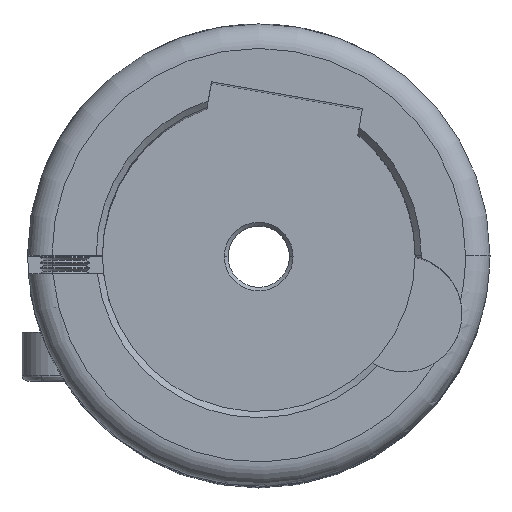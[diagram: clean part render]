
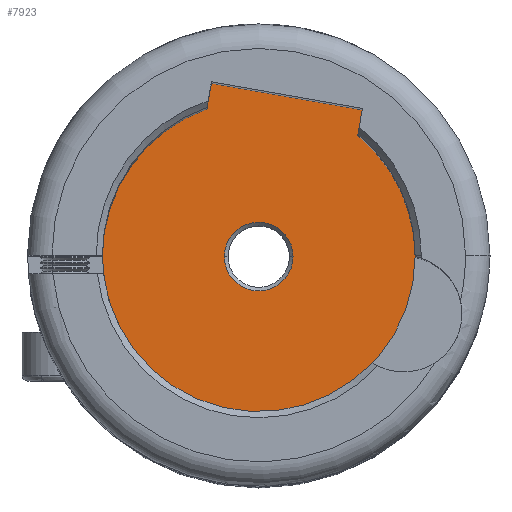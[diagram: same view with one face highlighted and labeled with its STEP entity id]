
A CAD part, top view. The second image highlights one B-rep face of the part: STEP entity #7923.
In plain terms, the highlighted planar face has unit normal (0, 0, 1).
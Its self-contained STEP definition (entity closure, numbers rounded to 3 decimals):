
#116 = AXIS2_PLACEMENT_3D ( 'NONE', #179, #8293, #4521 ) ;
#179 = CARTESIAN_POINT ( 'NONE',  ( 0.019, 24.98, -48.156 ) ) ;
#906 = CARTESIAN_POINT ( 'NONE',  ( 8.106, 34.838, -48.156 ) ) ;
#921 = DIRECTION ( 'NONE',  ( -0.174, -0.985, 0. ) ) ;
#924 = EDGE_CURVE ( 'NONE', #2949, #12066, #20260, .T. ) ;
#1051 = CIRCLE ( 'NONE', #26038, 12.75 ) ;
#1300 = FACE_BOUND ( 'NONE', #11281, .T. ) ;
#1303 = DIRECTION ( 'NONE',  ( 1., 0., 0. ) ) ;
#1607 = CARTESIAN_POINT ( 'NONE',  ( 0.019, 24.98, -48.156 ) ) ;
#2092 = CARTESIAN_POINT ( 'NONE',  ( -12.731, 24.98, -48.156 ) ) ;
#2316 = ORIENTED_EDGE ( 'NONE', *, *, #924, .T. ) ;
#2610 = LINE ( 'NONE', #20120, #13440 ) ;
#2625 = CARTESIAN_POINT ( 'NONE',  ( 12.769, 24.98, -48.156 ) ) ;
#2947 = DIRECTION ( 'NONE',  ( 0., 0., 1. ) ) ;
#2949 = VERTEX_POINT ( 'NONE', #2625 ) ;
#4521 = DIRECTION ( 'NONE',  ( 1., 0., 0. ) ) ;
#4624 = CIRCLE ( 'NONE', #26444, 2.8 ) ;
#5075 = VECTOR ( 'NONE', #921, 1000. ) ;
#5676 = DIRECTION ( 'NONE',  ( 1., 0., 0. ) ) ;
#6793 = ORIENTED_EDGE ( 'NONE', *, *, #26390, .T. ) ;
#7923 = ADVANCED_FACE ( 'NONE', ( #1300, #22924 ), #26845, .T. ) ;
#7994 = DIRECTION ( 'NONE',  ( 0., 0., 1. ) ) ;
#8235 = AXIS2_PLACEMENT_3D ( 'NONE', #1607, #24778, #5676 ) ;
#8293 = DIRECTION ( 'NONE',  ( 0., 0., 1. ) ) ;
#8612 = AXIS2_PLACEMENT_3D ( 'NONE', #15456, #15032, #11254 ) ;
#8874 = VERTEX_POINT ( 'NONE', #26764 ) ;
#8900 = LINE ( 'NONE', #17394, #5075 ) ;
#8970 = EDGE_CURVE ( 'NONE', #12066, #16207, #24929, .T. ) ;
#9214 = EDGE_CURVE ( 'NONE', #16207, #25331, #2610, .T. ) ;
#11254 = DIRECTION ( 'NONE',  ( 1., 0., 0. ) ) ;
#11281 = EDGE_LOOP ( 'NONE', ( #19050, #6793 ) ) ;
#11825 = ORIENTED_EDGE ( 'NONE', *, *, #8970, .T. ) ;
#12066 = VERTEX_POINT ( 'NONE', #906 ) ;
#12124 = ORIENTED_EDGE ( 'NONE', *, *, #14795, .T. ) ;
#12852 = CARTESIAN_POINT ( 'NONE',  ( -3.836, 39.114, -48.156 ) ) ;
#12894 = EDGE_LOOP ( 'NONE', ( #21226, #16045, #2316, #11825, #15988, #12124 ) ) ;
#13413 = DIRECTION ( 'NONE',  ( 1., 0., 0. ) ) ;
#13440 = VECTOR ( 'NONE', #26418, 1000. ) ;
#14795 = EDGE_CURVE ( 'NONE', #25331, #8874, #8900, .T. ) ;
#15032 = DIRECTION ( 'NONE',  ( 0., 0., -1. ) ) ;
#15237 = VECTOR ( 'NONE', #23388, 1000. ) ;
#15456 = CARTESIAN_POINT ( 'NONE',  ( 0.019, 24.98, -48.156 ) ) ;
#15988 = ORIENTED_EDGE ( 'NONE', *, *, #9214, .T. ) ;
#16045 = ORIENTED_EDGE ( 'NONE', *, *, #16376, .T. ) ;
#16207 = VERTEX_POINT ( 'NONE', #19602 ) ;
#16240 = CARTESIAN_POINT ( 'NONE',  ( 0.019, 24.98, -48.156 ) ) ;
#16376 = EDGE_CURVE ( 'NONE', #18134, #2949, #17953, .T. ) ;
#16962 = CARTESIAN_POINT ( 'NONE',  ( 8.477, 36.943, -48.156 ) ) ;
#17178 = VERTEX_POINT ( 'NONE', #22421 ) ;
#17340 = EDGE_CURVE ( 'NONE', #27106, #17178, #26451, .T. ) ;
#17394 = CARTESIAN_POINT ( 'NONE',  ( -3.836, 39.114, -48.156 ) ) ;
#17953 = CIRCLE ( 'NONE', #116, 12.75 ) ;
#18134 = VERTEX_POINT ( 'NONE', #2092 ) ;
#19050 = ORIENTED_EDGE ( 'NONE', *, *, #17340, .T. ) ;
#19494 = CARTESIAN_POINT ( 'NONE',  ( 2.819, 24.98, -48.156 ) ) ;
#19602 = CARTESIAN_POINT ( 'NONE',  ( 8.477, 36.943, -48.156 ) ) ;
#20120 = CARTESIAN_POINT ( 'NONE',  ( -3.836, 39.114, -48.156 ) ) ;
#20260 = CIRCLE ( 'NONE', #8235, 12.75 ) ;
#20420 = DIRECTION ( 'NONE',  ( 0., 0., -1. ) ) ;
#20555 = CARTESIAN_POINT ( 'NONE',  ( 0.019, 24.98, -48.156 ) ) ;
#21226 = ORIENTED_EDGE ( 'NONE', *, *, #27447, .T. ) ;
#22046 = CARTESIAN_POINT ( 'NONE',  ( 0.019, 24.98, -48.156 ) ) ;
#22421 = CARTESIAN_POINT ( 'NONE',  ( -2.781, 24.98, -48.156 ) ) ;
#22924 = FACE_OUTER_BOUND ( 'NONE', #12894, .T. ) ;
#23388 = DIRECTION ( 'NONE',  ( 0.174, 0.985, 0. ) ) ;
#24549 = AXIS2_PLACEMENT_3D ( 'NONE', #16240, #7994, #24755 ) ;
#24755 = DIRECTION ( 'NONE',  ( 1., 0., 0. ) ) ;
#24778 = DIRECTION ( 'NONE',  ( 0., 0., 1. ) ) ;
#24929 = LINE ( 'NONE', #16962, #15237 ) ;
#25331 = VERTEX_POINT ( 'NONE', #12852 ) ;
#26038 = AXIS2_PLACEMENT_3D ( 'NONE', #22046, #2947, #13413 ) ;
#26390 = EDGE_CURVE ( 'NONE', #17178, #27106, #4624, .T. ) ;
#26418 = DIRECTION ( 'NONE',  ( -0.985, 0.174, 0. ) ) ;
#26444 = AXIS2_PLACEMENT_3D ( 'NONE', #20555, #20420, #1303 ) ;
#26451 = CIRCLE ( 'NONE', #8612, 2.8 ) ;
#26764 = CARTESIAN_POINT ( 'NONE',  ( -4.207, 37.009, -48.156 ) ) ;
#26845 = PLANE ( 'NONE',  #24549 ) ;
#27106 = VERTEX_POINT ( 'NONE', #19494 ) ;
#27447 = EDGE_CURVE ( 'NONE', #8874, #18134, #1051, .T. ) ;
